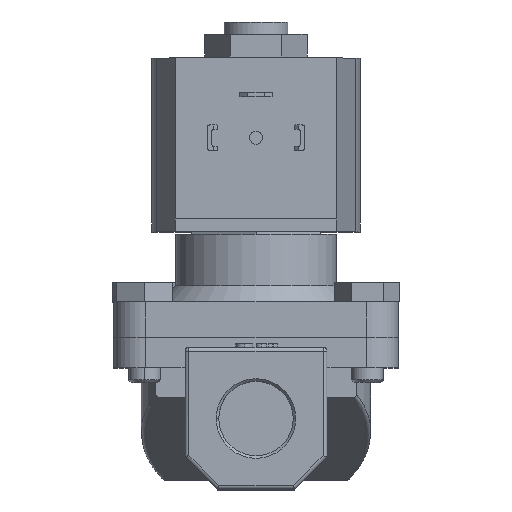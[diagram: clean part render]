
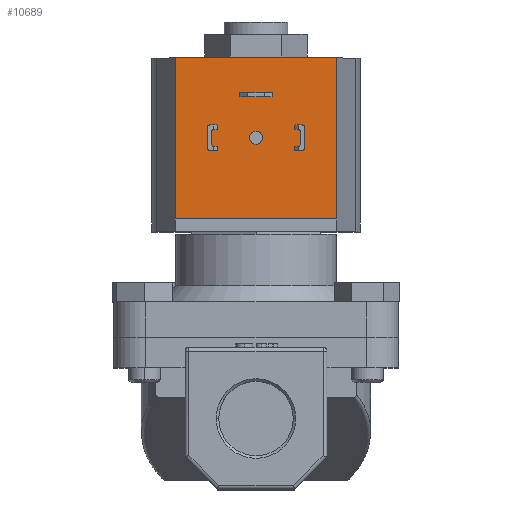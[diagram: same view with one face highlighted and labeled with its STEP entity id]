
A CAD part, top view. The second image highlights one B-rep face of the part: STEP entity #10689.
In plain terms, the highlighted planar face has unit normal (0, 0, 1).
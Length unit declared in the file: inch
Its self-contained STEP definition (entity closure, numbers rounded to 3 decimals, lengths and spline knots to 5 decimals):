
#65 = VERTEX_POINT ( 'NONE', #7891 ) ;
#318 = ORIENTED_EDGE ( 'NONE', *, *, #3766, .F. ) ;
#335 = CARTESIAN_POINT ( 'NONE',  ( -0.625, 0.09716, 1.03 ) ) ;
#495 = EDGE_CURVE ( 'NONE', #3268, #5060, #11197, .T. ) ;
#1006 = EDGE_CURVE ( 'NONE', #11073, #5060, #5416, .T. ) ;
#1227 = DIRECTION ( 'NONE',  ( 0., 1., 0. ) ) ;
#1313 = CARTESIAN_POINT ( 'NONE',  ( -1.105, 1.549, 1.03 ) ) ;
#1893 = ORIENTED_EDGE ( 'NONE', *, *, #10513, .F. ) ;
#2493 = ORIENTED_EDGE ( 'NONE', *, *, #495, .T. ) ;
#2857 = VECTOR ( 'NONE', #8115, 39.37008 ) ;
#2871 = DIRECTION ( 'NONE',  ( 1., 0., 0. ) ) ;
#3058 = CARTESIAN_POINT ( 'NONE',  ( 0., 2.179, 1.03 ) ) ;
#3141 = AXIS2_PLACEMENT_3D ( 'NONE', #4799, #10922, #5666 ) ;
#3257 = CARTESIAN_POINT ( 'NONE',  ( 0.625, 1.549, 1.03 ) ) ;
#3268 = VERTEX_POINT ( 'NONE', #3257 ) ;
#3309 = CARTESIAN_POINT ( 'NONE',  ( 0.625, 0.09716, 1.03 ) ) ;
#3374 = CARTESIAN_POINT ( 'NONE',  ( 0.625, 2.799, 1.03 ) ) ;
#3526 = VERTEX_POINT ( 'NONE', #4708 ) ;
#3766 = EDGE_CURVE ( 'NONE', #65, #3526, #7038, .T. ) ;
#3925 = DIRECTION ( 'NONE',  ( 1., 0., 0. ) ) ;
#4255 = CARTESIAN_POINT ( 'NONE',  ( -0.625, 2.799, 1.03 ) ) ;
#4680 = LINE ( 'NONE', #335, #7274 ) ;
#4708 = CARTESIAN_POINT ( 'NONE',  ( -0.05, 2.179, 1.03 ) ) ;
#4738 = DIRECTION ( 'NONE',  ( 0., 1., 0. ) ) ;
#4799 = CARTESIAN_POINT ( 'NONE',  ( 0., 2.179, 1.03 ) ) ;
#4958 = VECTOR ( 'NONE', #2871, 39.37008 ) ;
#5043 = DIRECTION ( 'NONE',  ( 1., 0., 0. ) ) ;
#5060 = VERTEX_POINT ( 'NONE', #3374 ) ;
#5357 = EDGE_LOOP ( 'NONE', ( #318, #9954 ) ) ;
#5416 = LINE ( 'NONE', #9005, #2857 ) ;
#5450 = VERTEX_POINT ( 'NONE', #8200 ) ;
#5666 = DIRECTION ( 'NONE',  ( 1., 0., 0. ) ) ;
#6030 = EDGE_CURVE ( 'NONE', #3526, #65, #10724, .T. ) ;
#6251 = VECTOR ( 'NONE', #4738, 39.37008 ) ;
#7013 = LINE ( 'NONE', #1313, #4958 ) ;
#7038 = CIRCLE ( 'NONE', #9296, 0.05 ) ;
#7095 = EDGE_LOOP ( 'NONE', ( #10808, #2493, #8473, #1893 ) ) ;
#7274 = VECTOR ( 'NONE', #1227, 39.37008 ) ;
#7418 = EDGE_CURVE ( 'NONE', #5450, #3268, #7013, .T. ) ;
#7891 = CARTESIAN_POINT ( 'NONE',  ( 0.05, 2.179, 1.03 ) ) ;
#8115 = DIRECTION ( 'NONE',  ( 1., 0., 0. ) ) ;
#8200 = CARTESIAN_POINT ( 'NONE',  ( -0.625, 1.549, 1.03 ) ) ;
#8208 = CARTESIAN_POINT ( 'NONE',  ( 0.625, 0.09716, 1.03 ) ) ;
#8473 = ORIENTED_EDGE ( 'NONE', *, *, #1006, .F. ) ;
#9005 = CARTESIAN_POINT ( 'NONE',  ( 0.625, 2.799, 1.03 ) ) ;
#9158 = DIRECTION ( 'NONE',  ( 0., 0., 1. ) ) ;
#9296 = AXIS2_PLACEMENT_3D ( 'NONE', #3058, #9158, #3925 ) ;
#9417 = PLANE ( 'NONE',  #10324 ) ;
#9954 = ORIENTED_EDGE ( 'NONE', *, *, #6030, .F. ) ;
#10031 = FACE_BOUND ( 'NONE', #5357, .T. ) ;
#10301 = DIRECTION ( 'NONE',  ( 0., 0., 1. ) ) ;
#10310 = FACE_OUTER_BOUND ( 'NONE', #7095, .T. ) ;
#10324 = AXIS2_PLACEMENT_3D ( 'NONE', #3309, #10301, #5043 ) ;
#10513 = EDGE_CURVE ( 'NONE', #5450, #11073, #4680, .T. ) ;
#10689 = ADVANCED_FACE ( 'NONE', ( #10031, #10310 ), #9417, .T. ) ;
#10724 = CIRCLE ( 'NONE', #3141, 0.05 ) ;
#10808 = ORIENTED_EDGE ( 'NONE', *, *, #7418, .T. ) ;
#10922 = DIRECTION ( 'NONE',  ( 0., 0., 1. ) ) ;
#11073 = VERTEX_POINT ( 'NONE', #4255 ) ;
#11197 = LINE ( 'NONE', #8208, #6251 ) ;
